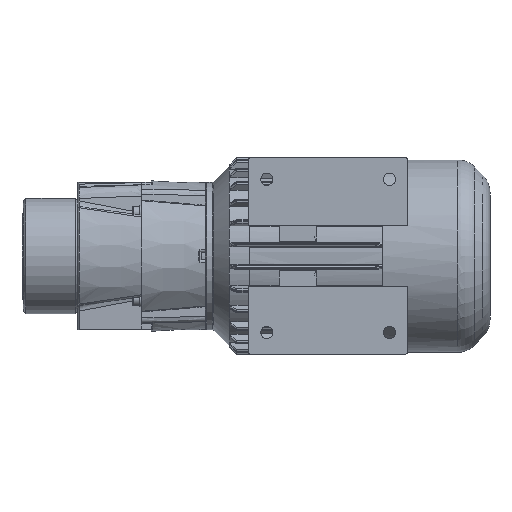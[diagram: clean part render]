
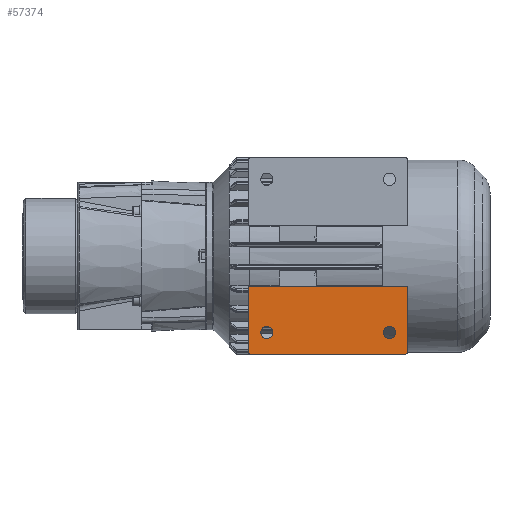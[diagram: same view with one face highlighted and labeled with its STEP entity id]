
A CAD part, top view. The second image highlights one B-rep face of the part: STEP entity #57374.
In plain terms, the highlighted planar face has unit normal (0, 0, 1).
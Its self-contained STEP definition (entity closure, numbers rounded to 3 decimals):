
#1010=PLANE('',#86502);
#2503=LINE('',#110902,#6125);
#2515=LINE('',#110930,#6137);
#2523=LINE('',#111019,#6145);
#2524=LINE('',#111025,#6146);
#6125=VECTOR('',#93133,1000.);
#6137=VECTOR('',#93151,1000.);
#6145=VECTOR('',#93183,1000.);
#6146=VECTOR('',#93190,1000.);
#13713=ORIENTED_EDGE('',*,*,#31552,.T.);
#13714=ORIENTED_EDGE('',*,*,#31553,.T.);
#13715=ORIENTED_EDGE('',*,*,#31540,.F.);
#13716=ORIENTED_EDGE('',*,*,#31551,.F.);
#13717=ORIENTED_EDGE('',*,*,#31545,.F.);
#13718=ORIENTED_EDGE('',*,*,#31554,.F.);
#13719=ORIENTED_EDGE('',*,*,#31522,.T.);
#13720=ORIENTED_EDGE('',*,*,#31536,.F.);
#31522=EDGE_CURVE('',#40441,#40440,#2503,.T.);
#31536=EDGE_CURVE('',#40453,#40440,#2515,.T.);
#31540=EDGE_CURVE('',#40457,#40453,#46009,.T.);
#31545=EDGE_CURVE('',#40459,#40460,#46010,.T.);
#31551=EDGE_CURVE('',#40460,#40457,#2523,.T.);
#31552=EDGE_CURVE('',#40463,#40463,#46011,.T.);
#31553=EDGE_CURVE('',#40464,#40464,#46012,.T.);
#31554=EDGE_CURVE('',#40441,#40459,#2524,.T.);
#40440=VERTEX_POINT('',#110901);
#40441=VERTEX_POINT('',#110903);
#40453=VERTEX_POINT('',#110929);
#40457=VERTEX_POINT('',#110940);
#40459=VERTEX_POINT('',#110949);
#40460=VERTEX_POINT('',#110950);
#40463=VERTEX_POINT('',#111022);
#40464=VERTEX_POINT('',#111024);
#46009=CIRCLE('',#86495,2.);
#46010=CIRCLE('',#86499,2.);
#46011=CIRCLE('',#86503,5.);
#46012=CIRCLE('',#86504,5.);
#48678=EDGE_LOOP('',(#13713));
#48679=EDGE_LOOP('',(#13714));
#48680=EDGE_LOOP('',(#13715,#13716,#13717,#13718,#13719,#13720));
#52894=FACE_BOUND('',#48678,.T.);
#52895=FACE_BOUND('',#48679,.T.);
#52896=FACE_BOUND('',#48680,.T.);
#57374=ADVANCED_FACE('',(#52894,#52895,#52896),#1010,.T.);
#86495=AXIS2_PLACEMENT_3D('',#110939,#93162,#93163);
#86499=AXIS2_PLACEMENT_3D('',#110948,#93173,#93174);
#86502=AXIS2_PLACEMENT_3D('',#111020,#93184,#93185);
#86503=AXIS2_PLACEMENT_3D('',#111021,#93186,#93187);
#86504=AXIS2_PLACEMENT_3D('',#111023,#93188,#93189);
#93133=DIRECTION('',(-1.,0.,0.));
#93151=DIRECTION('',(0.,1.,0.));
#93162=DIRECTION('',(0.,0.,-1.));
#93163=DIRECTION('',(-0.707,-0.707,0.));
#93173=DIRECTION('',(0.,0.,-1.));
#93174=DIRECTION('',(0.707,-0.707,0.));
#93183=DIRECTION('',(-1.,0.,0.));
#93184=DIRECTION('',(0.,0.,1.));
#93185=DIRECTION('',(1.,0.,0.));
#93186=DIRECTION('',(0.,0.,-1.));
#93187=DIRECTION('',(1.,0.,0.));
#93188=DIRECTION('',(0.,0.,-1.));
#93189=DIRECTION('',(1.,0.,0.));
#93190=DIRECTION('',(0.,-1.,0.));
#110901=CARTESIAN_POINT('',(-117.,-25.,80.));
#110902=CARTESIAN_POINT('',(13.,-25.,80.));
#110903=CARTESIAN_POINT('',(13.,-25.,80.));
#110929=CARTESIAN_POINT('',(-117.,-78.,80.));
#110930=CARTESIAN_POINT('',(-117.,-78.,80.));
#110939=CARTESIAN_POINT('',(-115.,-78.,80.));
#110940=CARTESIAN_POINT('',(-115.,-80.,80.));
#110948=CARTESIAN_POINT('',(11.,-78.,80.));
#110949=CARTESIAN_POINT('',(13.,-78.,80.));
#110950=CARTESIAN_POINT('',(11.,-80.,80.));
#111019=CARTESIAN_POINT('',(11.,-80.,80.));
#111020=CARTESIAN_POINT('',(-52.,0.,80.));
#111021=CARTESIAN_POINT('',(-102.,-62.5,80.));
#111022=CARTESIAN_POINT('',(-97.,-62.5,80.));
#111023=CARTESIAN_POINT('',(-2.,-62.5,80.));
#111024=CARTESIAN_POINT('',(3.,-62.5,80.));
#111025=CARTESIAN_POINT('',(13.,-25.,80.));
